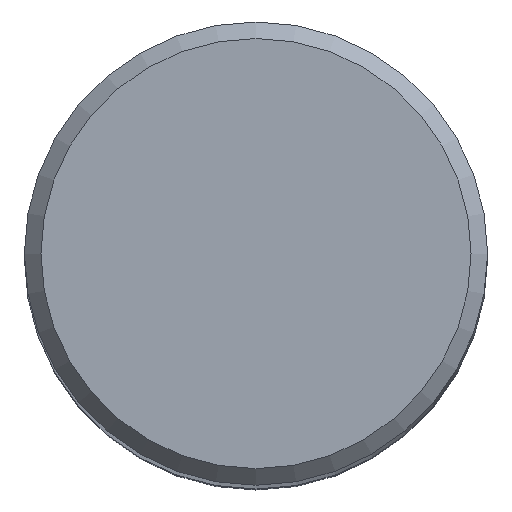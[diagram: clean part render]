
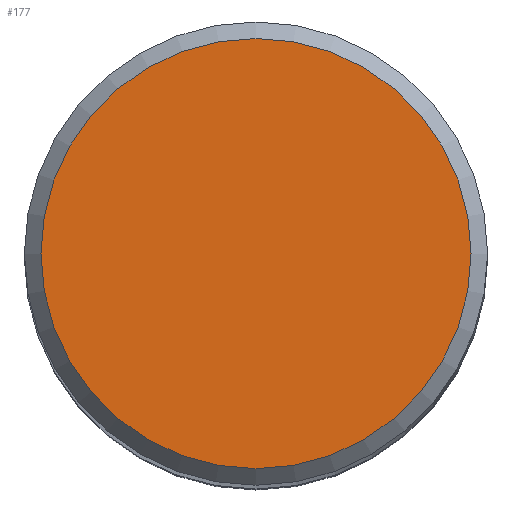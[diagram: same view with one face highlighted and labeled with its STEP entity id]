
A CAD part, top view. The second image highlights one B-rep face of the part: STEP entity #177.
In plain terms, the highlighted planar face has unit normal (0, 0, 1).
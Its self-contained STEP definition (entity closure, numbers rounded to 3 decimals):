
#40 = CIRCLE ( 'NONE', #174, 6.5 ) ;
#48 = CARTESIAN_POINT ( 'NONE',  ( 0., 0., 83. ) ) ;
#61 = DIRECTION ( 'NONE',  ( 0., 0., -1. ) ) ;
#68 = EDGE_CURVE ( 'NONE', #183, #183, #40, .T. ) ;
#82 = DIRECTION ( 'NONE',  ( 0., 1., 0. ) ) ;
#99 = FACE_OUTER_BOUND ( 'NONE', #179, .T. ) ;
#132 = AXIS2_PLACEMENT_3D ( 'NONE', #171, #61, #205 ) ;
#157 = DIRECTION ( 'NONE',  ( 0., 0., -1. ) ) ;
#160 = CARTESIAN_POINT ( 'NONE',  ( 0., 6.5, 83. ) ) ;
#171 = CARTESIAN_POINT ( 'NONE',  ( 0., 0., 83. ) ) ;
#174 = AXIS2_PLACEMENT_3D ( 'NONE', #48, #157, #82 ) ;
#177 = ADVANCED_FACE ( 'NONE', ( #99 ), #227, .F. ) ;
#179 = EDGE_LOOP ( 'NONE', ( #223 ) ) ;
#183 = VERTEX_POINT ( 'NONE', #160 ) ;
#205 = DIRECTION ( 'NONE',  ( 0., 1., 0. ) ) ;
#223 = ORIENTED_EDGE ( 'NONE', *, *, #68, .F. ) ;
#227 = PLANE ( 'NONE',  #132 ) ;
